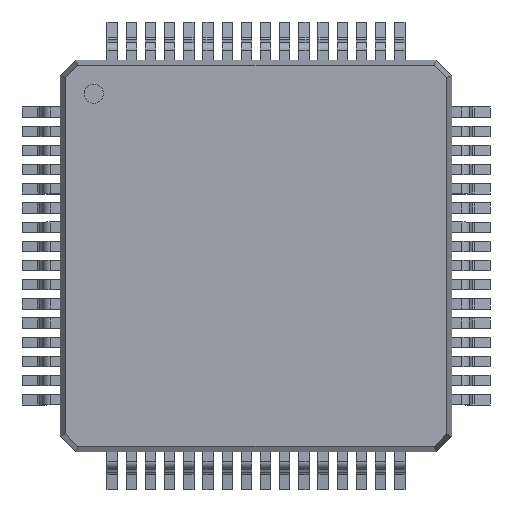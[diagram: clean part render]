
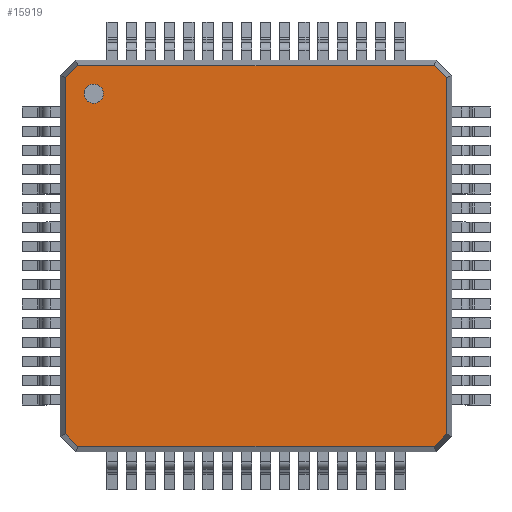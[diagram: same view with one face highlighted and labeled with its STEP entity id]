
A CAD part, top view. The second image highlights one B-rep face of the part: STEP entity #15919.
In plain terms, the highlighted planar face has unit normal (0, 0, 1).
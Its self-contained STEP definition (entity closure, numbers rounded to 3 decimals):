
#84=CIRCLE($,#16986,0.25);
#856=FACE_BOUND($,#1825,.T.);
#888=FACE_OUTER_BOUND($,#1824,.T.);
#1824=EDGE_LOOP($,(#10570,#10571,#10572,#10573,#10574,#10575,#10576,#10577));
#1825=EDGE_LOOP($,(#10578));
#2767=LINE($,#23256,#4638);
#2770=LINE($,#23262,#4641);
#2773=LINE($,#23268,#4644);
#2776=LINE($,#23273,#4647);
#2778=LINE($,#23277,#4649);
#2781=LINE($,#23283,#4652);
#2786=LINE($,#23292,#4657);
#2794=LINE($,#23308,#4665);
#4638=VECTOR($,#18474,9.283);
#4641=VECTOR($,#18479,0.449);
#4644=VECTOR($,#18484,9.283);
#4647=VECTOR($,#18489,0.449);
#4649=VECTOR($,#18493,9.283);
#4652=VECTOR($,#18498,0.449);
#4657=VECTOR($,#18505,9.283);
#4665=VECTOR($,#18529,0.449);
#6496=VERTEX_POINT($,#23252);
#6498=VERTEX_POINT($,#23255);
#6500=VERTEX_POINT($,#23261);
#6502=VERTEX_POINT($,#23267);
#6503=VERTEX_POINT($,#23272);
#6504=VERTEX_POINT($,#23276);
#6506=VERTEX_POINT($,#23282);
#6509=VERTEX_POINT($,#23289);
#6511=VERTEX_POINT($,#23312);
#8095=EDGE_CURVE($,#6496,#6498,#2767,.F.);
#8098=EDGE_CURVE($,#6498,#6500,#2770,.F.);
#8101=EDGE_CURVE($,#6500,#6502,#2773,.F.);
#8104=EDGE_CURVE($,#6502,#6503,#2776,.F.);
#8106=EDGE_CURVE($,#6503,#6504,#2778,.F.);
#8109=EDGE_CURVE($,#6504,#6506,#2781,.F.);
#8114=EDGE_CURVE($,#6506,#6509,#2786,.F.);
#8122=EDGE_CURVE($,#6509,#6496,#2794,.F.);
#8124=EDGE_CURVE($,#6511,#6511,#84,.T.);
#10570=ORIENTED_EDGE($,*,*,#8122,.F.);
#10571=ORIENTED_EDGE($,*,*,#8114,.F.);
#10572=ORIENTED_EDGE($,*,*,#8109,.F.);
#10573=ORIENTED_EDGE($,*,*,#8106,.F.);
#10574=ORIENTED_EDGE($,*,*,#8104,.F.);
#10575=ORIENTED_EDGE($,*,*,#8101,.F.);
#10576=ORIENTED_EDGE($,*,*,#8098,.F.);
#10577=ORIENTED_EDGE($,*,*,#8095,.F.);
#10578=ORIENTED_EDGE($,*,*,#8124,.T.);
#15241=PLANE($,#16988);
#15919=ADVANCED_FACE($,(#888,#856),#15241,.T.);
#16986=AXIS2_PLACEMENT_3D($,#23313,#18534,#18535);
#16988=AXIS2_PLACEMENT_3D($,#23315,#18538,#18539);
#18474=DIRECTION($,(0.,-1.,0.));
#18479=DIRECTION($,(-0.707,-0.707,0.));
#18484=DIRECTION($,(-1.,0.,0.));
#18489=DIRECTION($,(-0.707,0.707,0.));
#18493=DIRECTION($,(0.,1.,0.));
#18498=DIRECTION($,(0.707,0.707,0.));
#18505=DIRECTION($,(1.,0.,0.));
#18529=DIRECTION($,(0.707,-0.707,0.));
#18534=DIRECTION('center_axis',(0.,0.,
-1.));
#18535=DIRECTION('ref_axis',(1.,0.,0.));
#18538=DIRECTION('center_axis',(0.,0.,
1.));
#18539=DIRECTION('ref_axis',(1.,0.,0.));
#23252=CARTESIAN_POINT('',(-4.959,-4.641,1.6));
#23255=CARTESIAN_POINT('',(-4.959,4.641,1.6));
#23256=CARTESIAN_POINT($,(-4.959,-1.175,1.6));
#23261=CARTESIAN_POINT('',(-4.641,4.959,1.6));
#23262=CARTESIAN_POINT($,(-4.85,4.75,1.6));
#23267=CARTESIAN_POINT('',(4.641,4.959,1.6));
#23268=CARTESIAN_POINT($,(-1.175,4.959,1.6));
#23272=CARTESIAN_POINT('',(4.959,4.641,1.6));
#23273=CARTESIAN_POINT($,(4.75,4.85,1.6));
#23276=CARTESIAN_POINT('',(4.959,-4.641,1.6));
#23277=CARTESIAN_POINT($,(4.959,1.175,1.6));
#23282=CARTESIAN_POINT('',(4.641,-4.959,1.6));
#23283=CARTESIAN_POINT($,(4.85,-4.75,1.6));
#23289=CARTESIAN_POINT('',(-4.641,-4.959,1.6));
#23292=CARTESIAN_POINT($,(1.175,-4.959,1.6));
#23308=CARTESIAN_POINT($,(-4.75,-4.85,1.6));
#23312=CARTESIAN_POINT('',(-3.979,4.229,1.6));
#23313=CARTESIAN_POINT('Origin',(-4.229,4.229,1.6));
#23315=CARTESIAN_POINT('Origin',(0.,0.,
1.6));
